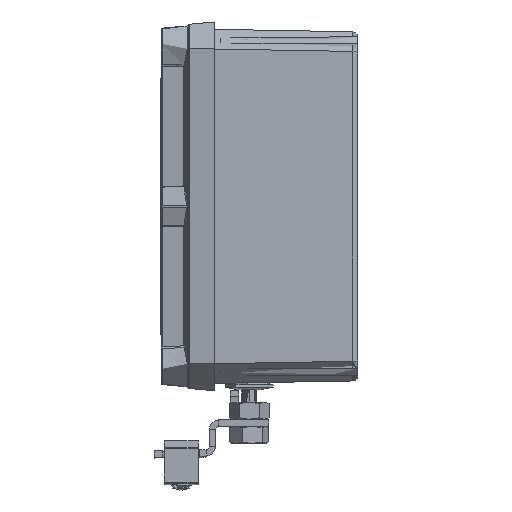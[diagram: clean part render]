
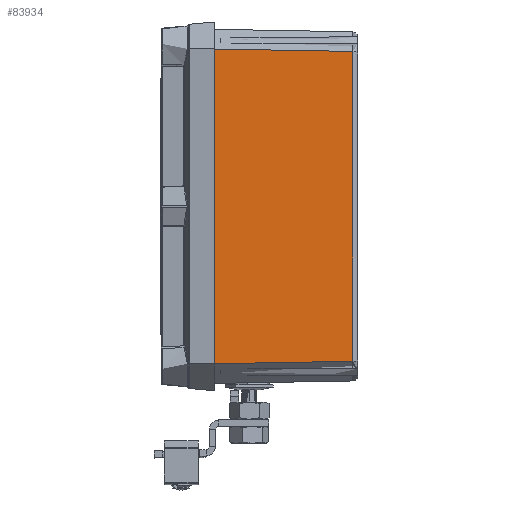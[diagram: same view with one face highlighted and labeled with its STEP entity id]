
A CAD part, left-side view. The second image highlights one B-rep face of the part: STEP entity #83934.
In plain terms, the highlighted face is planar.
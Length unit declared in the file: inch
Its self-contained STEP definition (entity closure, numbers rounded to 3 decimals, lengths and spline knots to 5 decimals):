
#2820 = CARTESIAN_POINT ( 'NONE',  ( -0.03499, 0.21498, 2.00436 ) ) ;
#9482 = DIRECTION ( 'NONE',  ( -0.017, -0.017, 1. ) ) ;
#9991 = DIRECTION ( 'NONE',  ( 0., -1., 0. ) ) ;
#10891 = ORIENTED_EDGE ( 'NONE', *, *, #71410, .T. ) ;
#11128 = ORIENTED_EDGE ( 'NONE', *, *, #74421, .T. ) ;
#13208 = EDGE_CURVE ( 'NONE', #39501, #38865, #73425, .T. ) ;
#14796 = EDGE_LOOP ( 'NONE', ( #11128, #10891, #21134, #72638 ) ) ;
#17786 = DIRECTION ( 'NONE',  ( 0.017, -0.017, -1. ) ) ;
#21134 = ORIENTED_EDGE ( 'NONE', *, *, #38322, .T. ) ;
#23449 = LINE ( 'NONE', #82190, #26502 ) ;
#23869 = VECTOR ( 'NONE', #56355, 39.37008 ) ;
#24209 = AXIS2_PLACEMENT_3D ( 'NONE', #35202, #49582, #75302 ) ;
#26502 = VECTOR ( 'NONE', #17786, 39.37008 ) ;
#27728 = VERTEX_POINT ( 'NONE', #84661 ) ;
#27803 = VECTOR ( 'NONE', #9991, 39.37008 ) ;
#31221 = VERTEX_POINT ( 'NONE', #66258 ) ;
#31966 = CARTESIAN_POINT ( 'NONE',  ( -0.03491, 4.21995, 2. ) ) ;
#32662 = CARTESIAN_POINT ( 'NONE',  ( -0.03491, 0.21505, 2. ) ) ;
#35202 = CARTESIAN_POINT ( 'NONE',  ( 0., 0., 0. ) ) ;
#35948 = CARTESIAN_POINT ( 'NONE',  ( -0.03491, 0., 2. ) ) ;
#36148 = LINE ( 'NONE', #76152, #27803 ) ;
#38322 = EDGE_CURVE ( 'NONE', #31221, #39501, #63042, .T. ) ;
#38865 = VERTEX_POINT ( 'NONE', #31966 ) ;
#39501 = VERTEX_POINT ( 'NONE', #32662 ) ;
#49582 = DIRECTION ( 'NONE',  ( -1., 0., -0.017 ) ) ;
#50974 = FACE_OUTER_BOUND ( 'NONE', #14796, .T. ) ;
#56355 = DIRECTION ( 'NONE',  ( 0., 1., 0. ) ) ;
#56829 = VECTOR ( 'NONE', #9482, 39.37008 ) ;
#61991 = PLANE ( 'NONE',  #24209 ) ;
#63042 = LINE ( 'NONE', #2820, #56829 ) ;
#66258 = CARTESIAN_POINT ( 'NONE',  ( -0.00107, 0.24889, 0.06141 ) ) ;
#71410 = EDGE_CURVE ( 'NONE', #27728, #31221, #36148, .T. ) ;
#72638 = ORIENTED_EDGE ( 'NONE', *, *, #13208, .T. ) ;
#73425 = LINE ( 'NONE', #35948, #23869 ) ;
#74421 = EDGE_CURVE ( 'NONE', #38865, #27728, #23449, .T. ) ;
#75302 = DIRECTION ( 'NONE',  ( -0.017, 0., 1. ) ) ;
#76152 = CARTESIAN_POINT ( 'NONE',  ( -0.00107, 0., 0.06141 ) ) ;
#82190 = CARTESIAN_POINT ( 'NONE',  ( -0.00008, 4.18511, 0.00436 ) ) ;
#83934 = ADVANCED_FACE ( 'NONE', ( #50974 ), #61991, .T. ) ;
#84661 = CARTESIAN_POINT ( 'NONE',  ( -0.00107, 4.18611, 0.06141 ) ) ;
